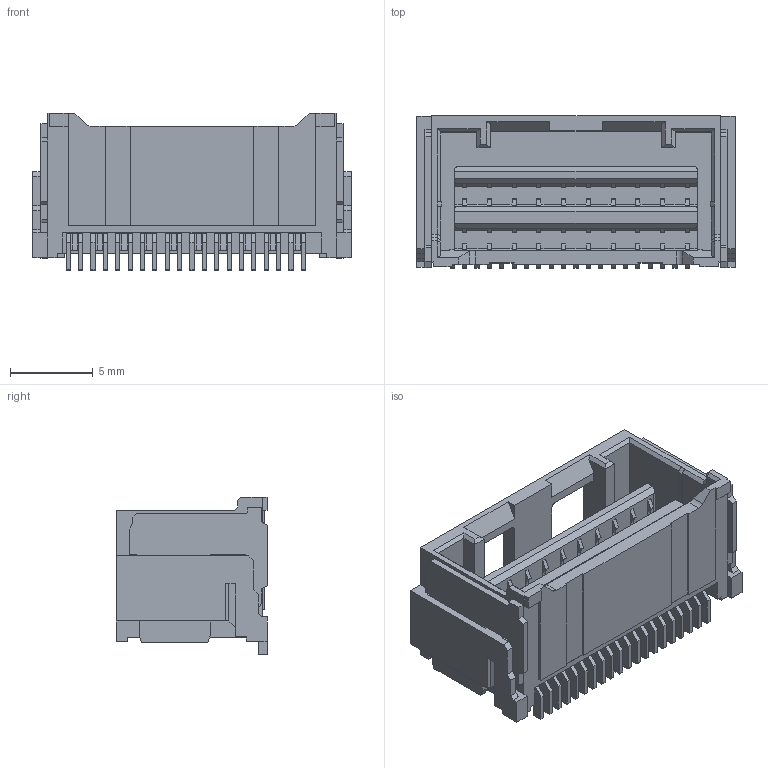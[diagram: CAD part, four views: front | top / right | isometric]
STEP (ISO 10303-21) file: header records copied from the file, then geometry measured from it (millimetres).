
FILE_DESCRIPTION((''),'2;1');
FILE_NAME('2132282010','2020-02-18T',('gga'),(''),'PRO/ENGINEER BY PARAMETRIC TECHNOLOGY CORPORATION, 2016010','PRO/ENGINEER BY PARAMETRIC TECHNOLOGY CORPORATION, 2016010','');
FILE_SCHEMA(('CONFIG_CONTROL_DESIGN'));
Length unit declared in the file: millimetre
Products named in the file (1): 2132282010
Bounding box: 19.3 x 9.2 x 9.55 mm (x, y, z)
Volume: 734.1 mm3; surface area: 1576.5 mm2
Topology: 1 solids, 1 shells, 949 faces, 2885 edges, 1940 vertices
Faces by surface type: plane 803, cylinder 146
Entity records: 31818 total; most frequent: CARTESIAN_POINT 5755, ORIENTED_EDGE 5594, DIRECTION 5049, EDGE_CURVE 2797, VECTOR 2593, LINE 2593, VERTEX_POINT 1852, AXIS2_PLACEMENT_3D 1228
